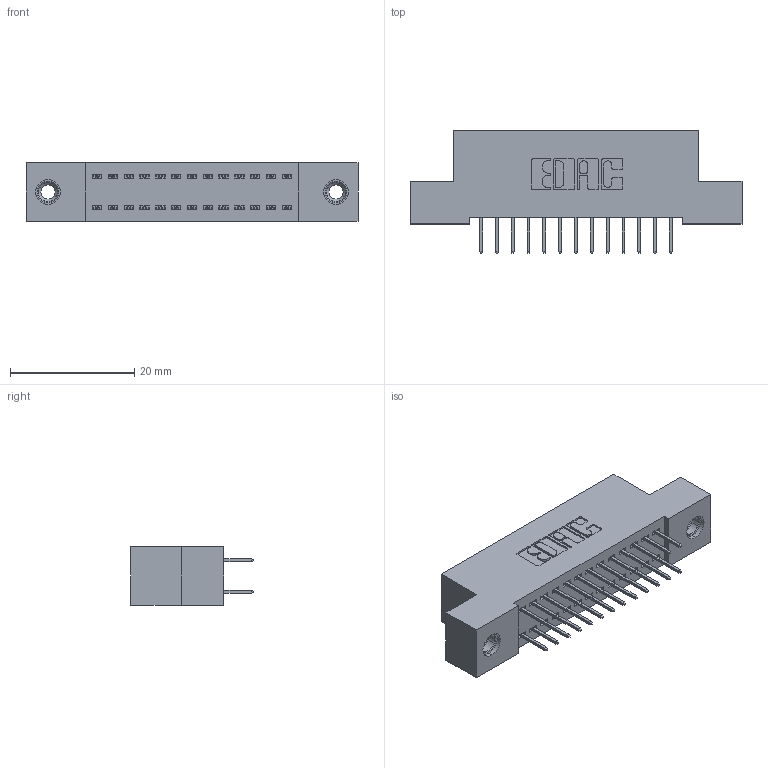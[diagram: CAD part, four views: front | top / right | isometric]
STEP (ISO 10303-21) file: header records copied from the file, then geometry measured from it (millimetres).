
FILE_DESCRIPTION (( 'STEP AP203' ), '1' );
FILE_NAME ('392-026-524-208.STEP', '2018-08-15T15:23:34', ( '' ), ( '' ), 'SwSTEP 2.0', 'SolidWorks 2016', '' );
FILE_SCHEMA (( 'CONFIG_CONTROL_DESIGN' ));
Length unit declared in the file: inch
Products named in the file (4): 345-292-001_345-293-124; 345-250-001_345-250-003-102; 392-026-524-208; 342 Part_TI
Assembly tree (29 placements, depth 2):
  392-026-524-208
    342 Part_TI
    345-292-001_345-293-124  x26
    345-250-001_345-250-003-102  x2
Bounding box: 53.34 x 19.69 x 9.4 mm (x, y, z)
Volume: 4610.3 mm3; surface area: 6697.8 mm2
Topology: 29 solids, 29 shells, 1626 faces, 4569 edges, 2934 vertices
Faces by surface type: plane 1190, cylinder 420, cone 12, torus 4
Entity records: 13242 total; most frequent: CARTESIAN_POINT 2209, ORIENTED_EDGE 2138, DIRECTION 1971, EDGE_CURVE 1069, LINE 925, VECTOR 925, VERTEX_POINT 704, AXIS2_PLACEMENT_3D 523
